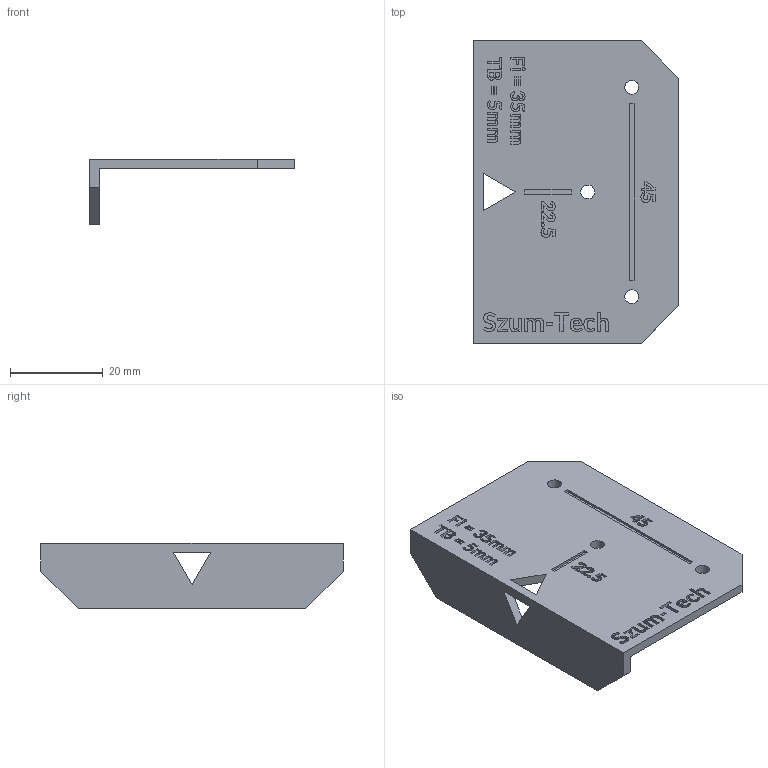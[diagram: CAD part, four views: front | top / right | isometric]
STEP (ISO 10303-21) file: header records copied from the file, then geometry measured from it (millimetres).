
FILE_DESCRIPTION(('FreeCAD Model'),'2;1');
FILE_NAME('Open CASCADE Shape Model','2026-01-14T14:47:39',(''),(''), 'Open CASCADE STEP processor 7.8','FreeCAD','Unknown');
FILE_SCHEMA(('AUTOMOTIVE_DESIGN { 1 0 10303 214 1 1 1 1 }'));
Length unit declared in the file: millimetre
Products named in the file (1): Zawartość
Bounding box: 44 x 65 x 14 mm (x, y, z)
Volume: 6762.9 mm3; surface area: 7860 mm2
Topology: 1 solids, 1 shells, 830 faces, 2373 edges, 1580 vertices
Faces by surface type: extrusion 558, plane 269, cylinder 3
Full cylindrical faces by diameter (mm): 3 x3
Entity records: 27653 total; most frequent: CARTESIAN_POINT 8132, ORIENTED_EDGE 4746, EDGE_CURVE 2373, DIRECTION 2367, VECTOR 1809, B_SPLINE_CURVE_WITH_KNOTS 1674, VERTEX_POINT 1580, LINE 1251
